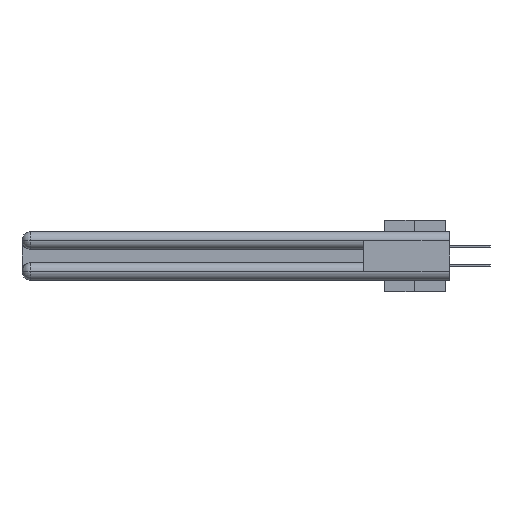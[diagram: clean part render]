
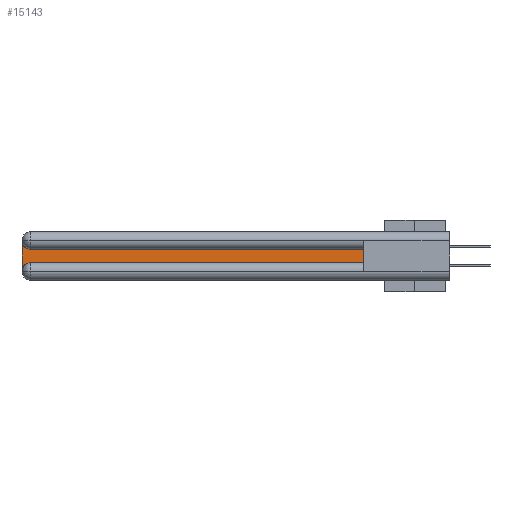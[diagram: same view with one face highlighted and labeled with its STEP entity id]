
A CAD part, left-side view. The second image highlights one B-rep face of the part: STEP entity #15143.
In plain terms, the highlighted planar face has unit normal (-1, 0, 0).
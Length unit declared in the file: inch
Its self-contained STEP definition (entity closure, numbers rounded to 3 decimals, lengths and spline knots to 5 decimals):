
#399 = CARTESIAN_POINT ( 'NONE',  ( 0.075, 0.6, -0.2175 ) ) ;
#457 = DIRECTION ( 'NONE',  ( 0., 0., -1. ) ) ;
#580 = CARTESIAN_POINT ( 'NONE',  ( 0.075, 2.94, -0.0625 ) ) ;
#593 = DIRECTION ( 'NONE',  ( 0., -1., 0. ) ) ;
#1657 = ORIENTED_EDGE ( 'NONE', *, *, #18123, .T. ) ;
#1721 = ORIENTED_EDGE ( 'NONE', *, *, #8398, .T. ) ;
#1922 = CARTESIAN_POINT ( 'NONE',  ( 0.075, 3., -0.2175 ) ) ;
#3629 = CARTESIAN_POINT ( 'NONE',  ( 0.075, 0.6, -0.2175 ) ) ;
#3822 = VERTEX_POINT ( 'NONE', #26225 ) ;
#4995 = DIRECTION ( 'NONE',  ( 0., 1., 0. ) ) ;
#5342 = CARTESIAN_POINT ( 'NONE',  ( 0.075, 3., -0.0625 ) ) ;
#5642 = EDGE_CURVE ( 'NONE', #29379, #7352, #33689, .T. ) ;
#5945 = ORIENTED_EDGE ( 'NONE', *, *, #36503, .T. ) ;
#6221 = LINE ( 'NONE', #8681, #33376 ) ;
#6686 = CARTESIAN_POINT ( 'NONE',  ( 0.075, 2.94, -0.2775 ) ) ;
#7352 = VERTEX_POINT ( 'NONE', #34968 ) ;
#7427 = VECTOR ( 'NONE', #34703, 39.37008 ) ;
#7741 = ORIENTED_EDGE ( 'NONE', *, *, #25654, .T. ) ;
#8153 = VERTEX_POINT ( 'NONE', #25267 ) ;
#8398 = EDGE_CURVE ( 'NONE', #3822, #16541, #13966, .T. ) ;
#8681 = CARTESIAN_POINT ( 'NONE',  ( 0.075, 0.6, -0.1225 ) ) ;
#9627 = EDGE_CURVE ( 'NONE', #7352, #3822, #12553, .T. ) ;
#10232 = AXIS2_PLACEMENT_3D ( 'NONE', #30924, #25216, #13586 ) ;
#10716 = PLANE ( 'NONE',  #10232 ) ;
#10771 = FACE_OUTER_BOUND ( 'NONE', #15843, .T. ) ;
#10935 = ORIENTED_EDGE ( 'NONE', *, *, #9627, .T. ) ;
#12553 = CIRCLE ( 'NONE', #24119, 0.06 ) ;
#12832 = LINE ( 'NONE', #399, #7427 ) ;
#13586 = DIRECTION ( 'NONE',  ( 0., 0., -1. ) ) ;
#13966 = LINE ( 'NONE', #3629, #34809 ) ;
#14752 = DIRECTION ( 'NONE',  ( 0., 0., -1. ) ) ;
#15143 = ADVANCED_FACE ( 'NONE', ( #10771 ), #10716, .F. ) ;
#15266 = VERTEX_POINT ( 'NONE', #19056 ) ;
#15843 = EDGE_LOOP ( 'NONE', ( #1657, #5945, #31552, #10935, #1721, #7741 ) ) ;
#16541 = VERTEX_POINT ( 'NONE', #28805 ) ;
#17890 = DIRECTION ( 'NONE',  ( 1., 0., 0. ) ) ;
#18123 = EDGE_CURVE ( 'NONE', #15266, #8153, #6221, .T. ) ;
#19056 = CARTESIAN_POINT ( 'NONE',  ( 0.075, 0.6, -0.1225 ) ) ;
#24119 = AXIS2_PLACEMENT_3D ( 'NONE', #6686, #26516, #457 ) ;
#24491 = DIRECTION ( 'NONE',  ( 0., 0., -1. ) ) ;
#25216 = DIRECTION ( 'NONE',  ( 1., 0., 0. ) ) ;
#25267 = CARTESIAN_POINT ( 'NONE',  ( 0.075, 2.94, -0.1225 ) ) ;
#25654 = EDGE_CURVE ( 'NONE', #16541, #15266, #12832, .T. ) ;
#25959 = VECTOR ( 'NONE', #24491, 39.37008 ) ;
#26225 = CARTESIAN_POINT ( 'NONE',  ( 0.075, 2.94, -0.2175 ) ) ;
#26516 = DIRECTION ( 'NONE',  ( 1., 0., 0. ) ) ;
#27712 = AXIS2_PLACEMENT_3D ( 'NONE', #580, #17890, #14752 ) ;
#28805 = CARTESIAN_POINT ( 'NONE',  ( 0.075, 0.6, -0.2175 ) ) ;
#29379 = VERTEX_POINT ( 'NONE', #5342 ) ;
#30924 = CARTESIAN_POINT ( 'NONE',  ( 0.075, 3., -0.1225 ) ) ;
#31552 = ORIENTED_EDGE ( 'NONE', *, *, #5642, .T. ) ;
#33376 = VECTOR ( 'NONE', #4995, 39.37008 ) ;
#33689 = LINE ( 'NONE', #1922, #25959 ) ;
#34703 = DIRECTION ( 'NONE',  ( 0., 0., 1. ) ) ;
#34809 = VECTOR ( 'NONE', #593, 39.37008 ) ;
#34968 = CARTESIAN_POINT ( 'NONE',  ( 0.075, 3., -0.2775 ) ) ;
#35454 = CIRCLE ( 'NONE', #27712, 0.06 ) ;
#36503 = EDGE_CURVE ( 'NONE', #8153, #29379, #35454, .T. ) ;
